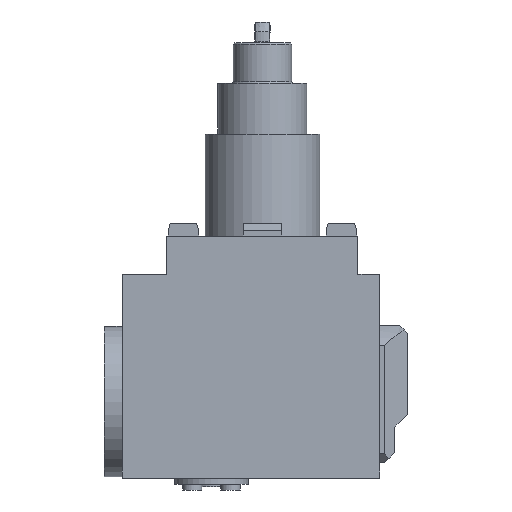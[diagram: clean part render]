
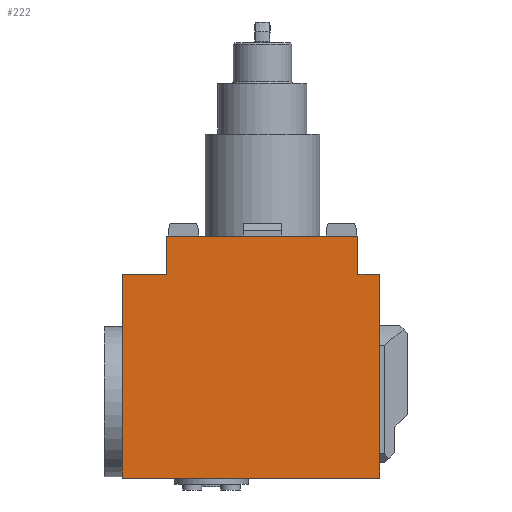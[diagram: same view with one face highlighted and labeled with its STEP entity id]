
A CAD part, front view. The second image highlights one B-rep face of the part: STEP entity #222.
In plain terms, the highlighted planar face has unit normal (0, -1, 0).
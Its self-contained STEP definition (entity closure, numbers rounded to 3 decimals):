
#222=ADVANCED_FACE('',(#417),#332,.T.);
#332=PLANE('',#2057);
#417=FACE_OUTER_BOUND('',#523,.T.);
#523=EDGE_LOOP('',(#1132,#1133,#1134,#1135,#1136,#1137,#1138,#1139));
#679=LINE('',#3111,#853);
#687=LINE('',#3127,#861);
#690=LINE('',#3133,#864);
#693=LINE('',#3139,#867);
#696=LINE('',#3149,#870);
#699=LINE('',#3155,#873);
#708=LINE('',#3177,#882);
#710=LINE('',#3180,#884);
#853=VECTOR('',#2284,1.);
#861=VECTOR('',#2294,1.);
#864=VECTOR('',#2299,1.);
#867=VECTOR('',#2304,1.);
#870=VECTOR('',#2313,1.);
#873=VECTOR('',#2318,1.);
#882=VECTOR('',#2333,1.);
#884=VECTOR('',#2337,1.);
#1132=ORIENTED_EDGE('',*,*,#1775,.T.);
#1133=ORIENTED_EDGE('',*,*,#1783,.T.);
#1134=ORIENTED_EDGE('',*,*,#1786,.T.);
#1135=ORIENTED_EDGE('',*,*,#1789,.T.);
#1136=ORIENTED_EDGE('',*,*,#1794,.T.);
#1137=ORIENTED_EDGE('',*,*,#1797,.T.);
#1138=ORIENTED_EDGE('',*,*,#1808,.T.);
#1139=ORIENTED_EDGE('',*,*,#1810,.T.);
#1580=VERTEX_POINT('',#3110);
#1581=VERTEX_POINT('',#3112);
#1587=VERTEX_POINT('',#3126);
#1589=VERTEX_POINT('',#3132);
#1591=VERTEX_POINT('',#3138);
#1595=VERTEX_POINT('',#3148);
#1597=VERTEX_POINT('',#3154);
#1607=VERTEX_POINT('',#3176);
#1775=EDGE_CURVE('',#1581,#1580,#679,.T.);
#1783=EDGE_CURVE('',#1580,#1587,#687,.T.);
#1786=EDGE_CURVE('',#1587,#1589,#690,.T.);
#1789=EDGE_CURVE('',#1589,#1591,#693,.T.);
#1794=EDGE_CURVE('',#1591,#1595,#696,.T.);
#1797=EDGE_CURVE('',#1595,#1597,#699,.T.);
#1808=EDGE_CURVE('',#1597,#1607,#708,.T.);
#1810=EDGE_CURVE('',#1607,#1581,#710,.T.);
#2057=AXIS2_PLACEMENT_3D('',#3183,#2342,#2343);
#2284=DIRECTION('',(-1.,0.,0.));
#2294=DIRECTION('',(0.,0.,-1.));
#2299=DIRECTION('',(-1.,0.,0.));
#2304=DIRECTION('',(0.,0.,-1.));
#2313=DIRECTION('',(1.,0.,0.));
#2318=DIRECTION('',(0.,0.,1.));
#2333=DIRECTION('',(-1.,0.,0.));
#2337=DIRECTION('',(0.,0.,1.));
#2342=DIRECTION('',(0.,-1.,0.));
#2343=DIRECTION('',(0.,0.,1.));
#3110=CARTESIAN_POINT('',(-37.5,-37.5,0.));
#3111=CARTESIAN_POINT('',(-37.5,-37.5,0.));
#3112=CARTESIAN_POINT('',(37.5,-37.5,0.));
#3126=CARTESIAN_POINT('',(-37.5,-37.5,-15.));
#3127=CARTESIAN_POINT('',(-37.5,-37.5,0.));
#3132=CARTESIAN_POINT('',(-55.,-37.5,-15.));
#3133=CARTESIAN_POINT('',(-55.,-37.5,-15.));
#3138=CARTESIAN_POINT('',(-55.,-37.5,-95.));
#3139=CARTESIAN_POINT('',(-55.,-37.5,-95.));
#3148=CARTESIAN_POINT('',(46.,-37.5,-95.));
#3149=CARTESIAN_POINT('',(46.,-37.5,-95.));
#3154=CARTESIAN_POINT('',(46.,-37.5,-15.));
#3155=CARTESIAN_POINT('',(46.,-37.5,-15.));
#3176=CARTESIAN_POINT('',(37.5,-37.5,-15.));
#3177=CARTESIAN_POINT('',(37.5,-37.5,-15.));
#3180=CARTESIAN_POINT('',(37.5,-37.5,-15.));
#3183=CARTESIAN_POINT('',(0.,-37.5,0.));
